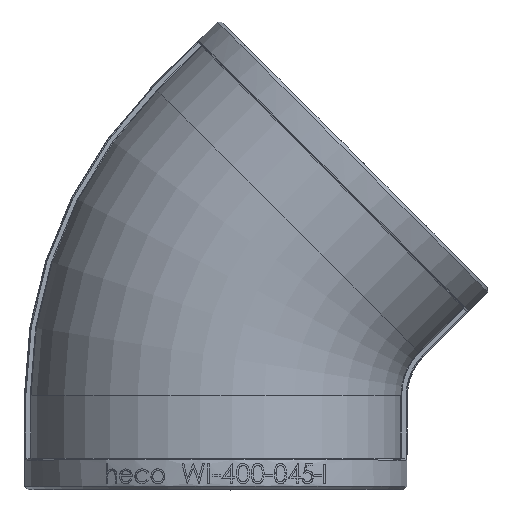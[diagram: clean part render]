
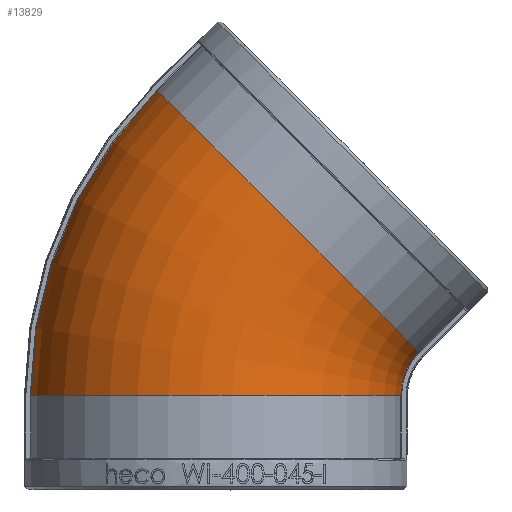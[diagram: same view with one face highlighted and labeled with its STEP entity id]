
A CAD part, top view. The second image highlights one B-rep face of the part: STEP entity #13829.
In plain terms, the highlighted toroidal (fillet/blend) face has major radius 81 mm and minor radius 61 mm.
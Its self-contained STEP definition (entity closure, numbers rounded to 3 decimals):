
#1232 = DIRECTION ( 'NONE',  ( 0., 1., 0. ) ) ;
#1233 = DIRECTION ( 'NONE',  ( 0.707, 0.707, 0. ) ) ;
#1606 = DIRECTION ( 'NONE',  ( 0.705, -0.705, -0.082 ) ) ;
#2116 = CARTESIAN_POINT ( 'NONE',  ( 0., -33.551, 0. ) ) ;
#2667 = CARTESIAN_POINT ( 'NONE',  ( 23.724, 23.724, 0. ) ) ;
#2720 = DIRECTION ( 'NONE',  ( 0.997, 0., -0.082 ) ) ;
#2749 = CIRCLE ( 'NONE', #4546, 141.772 ) ;
#4546 = AXIS2_PLACEMENT_3D ( 'NONE', #20729, #20785, #20858 ) ;
#7413 = AXIS2_PLACEMENT_3D ( 'NONE', #2667, #1233, #1606 ) ;
#7741 = AXIS2_PLACEMENT_3D ( 'NONE', #2116, #1232, #2720 ) ;
#7865 = AXIS2_PLACEMENT_3D ( 'NONE', #18386, #18385, #18384 ) ;
#9012 = ORIENTED_EDGE ( 'NONE', *, *, #14181, .T. ) ;
#9027 = VERTEX_POINT ( 'NONE', #11534 ) ;
#9149 = VERTEX_POINT ( 'NONE', #12696 ) ;
#9299 = VERTEX_POINT ( 'NONE', #11858 ) ;
#9318 = EDGE_LOOP ( 'NONE', ( #25809, #26212, #25713, #9012 ) ) ;
#9353 = VERTEX_POINT ( 'NONE', #11444 ) ;
#11444 = CARTESIAN_POINT ( 'NONE',  ( -60.772, -33.551, 5.274 ) ) ;
#11534 = CARTESIAN_POINT ( 'NONE',  ( -19.248, 66.696, 5.274 ) ) ;
#11858 = CARTESIAN_POINT ( 'NONE',  ( 60.772, -33.551, 5.274 ) ) ;
#11908 = DIRECTION ( 'NONE',  ( 0., 0., 1. ) ) ;
#12414 = CARTESIAN_POINT ( 'NONE',  ( 81., -33.551, 5.274 ) ) ;
#12515 = DIRECTION ( 'NONE',  ( -0.924, 0.383, 0. ) ) ;
#12696 = CARTESIAN_POINT ( 'NONE',  ( 66.696, -19.248, 5.274 ) ) ;
#13239 = CIRCLE ( 'NONE', #7741, 61. ) ;
#13829 = ADVANCED_FACE ( 'NONE', ( #27991 ), #28017, .T. ) ;
#13976 = EDGE_CURVE ( 'NONE', #9353, #9027, #2749, .T. ) ;
#14181 = EDGE_CURVE ( 'NONE', #9353, #9299, #13239, .T. ) ;
#14222 = EDGE_CURVE ( 'NONE', #9027, #9149, #21535, .T. ) ;
#14413 = EDGE_CURVE ( 'NONE', #9149, #9299, #20474, .T. ) ;
#14421 = AXIS2_PLACEMENT_3D ( 'NONE', #12414, #11908, #12515 ) ;
#18384 = DIRECTION ( 'NONE',  ( -1., 0., 0. ) ) ;
#18385 = DIRECTION ( 'NONE',  ( 0., 0., -1. ) ) ;
#18386 = CARTESIAN_POINT ( 'NONE',  ( 81., -33.551, 0. ) ) ;
#20474 = CIRCLE ( 'NONE', #14421, 20.228 ) ;
#20729 = CARTESIAN_POINT ( 'NONE',  ( 81., -33.551, 5.274 ) ) ;
#20785 = DIRECTION ( 'NONE',  ( 0., 0., -1. ) ) ;
#20858 = DIRECTION ( 'NONE',  ( -0.924, 0.383, 0. ) ) ;
#21535 = CIRCLE ( 'NONE', #7413, 61. ) ;
#25713 = ORIENTED_EDGE ( 'NONE', *, *, #13976, .F. ) ;
#25809 = ORIENTED_EDGE ( 'NONE', *, *, #14413, .F. ) ;
#26212 = ORIENTED_EDGE ( 'NONE', *, *, #14222, .F. ) ;
#27991 = FACE_OUTER_BOUND ( 'NONE', #9318, .T. ) ;
#28017 = TOROIDAL_SURFACE ( 'NONE', #7865, 81., 61. ) ;
